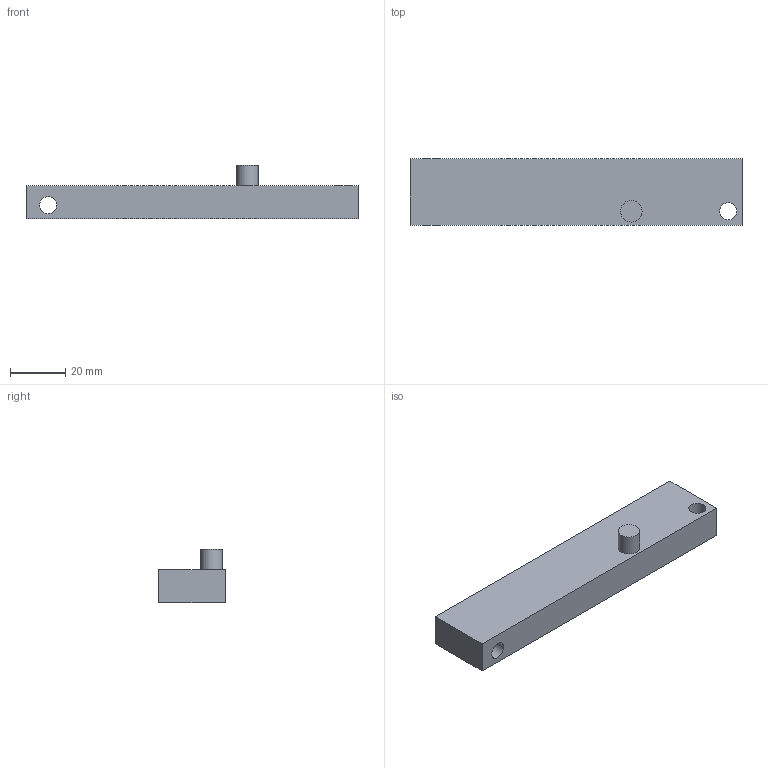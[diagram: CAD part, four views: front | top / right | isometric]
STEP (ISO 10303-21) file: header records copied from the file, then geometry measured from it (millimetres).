
FILE_DESCRIPTION(/* description */ (''),/* implementation_level */ '2;1');
FILE_NAME(/* name */ 'leverextruderalpha_lever.step',/* time_stamp */ '2025-11-22T21:01:38-08:00',/* author */ (''),/* organization */ (''),/* preprocessor_version */ 'ST-DEVELOPER v20.1',/* originating_system */ 'Autodesk Translation Framework v14.21.0.0',/* authorisation */ '');
FILE_SCHEMA (('AUTOMOTIVE_DESIGN { 1 0 10303 214 3 1 1 }'));
Length unit declared in the file: millimetre
Products named in the file (2): leverextruderalpha; lever
Assembly tree (1 placements, depth 2):
  leverextruderalpha
    lever
Bounding box: 120 x 24 x 19.5 mm (x, y, z)
Volume: 33831.5 mm3; surface area: 9980.2 mm2
Topology: 1 solids, 1 shells, 10 faces, 21 edges, 14 vertices
Faces by surface type: plane 7, cylinder 3
Full cylindrical faces by diameter (mm): 6.2 x2, 7.8 x1
Entity records: 332 total; most frequent: DIRECTION 53, CARTESIAN_POINT 48, ORIENTED_EDGE 42, EDGE_CURVE 21, AXIS2_PLACEMENT_3D 19, EDGE_LOOP 15, LINE 15, VECTOR 15
